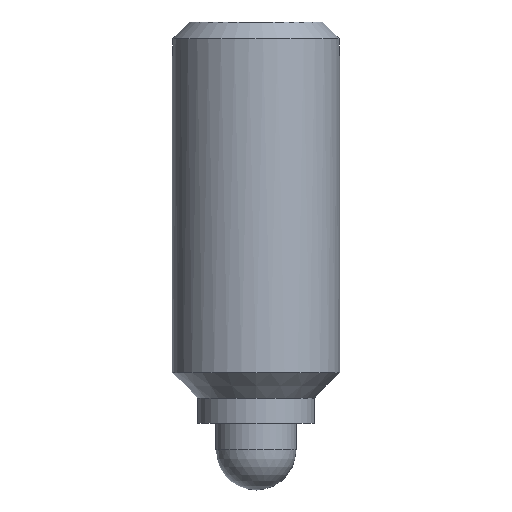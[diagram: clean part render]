
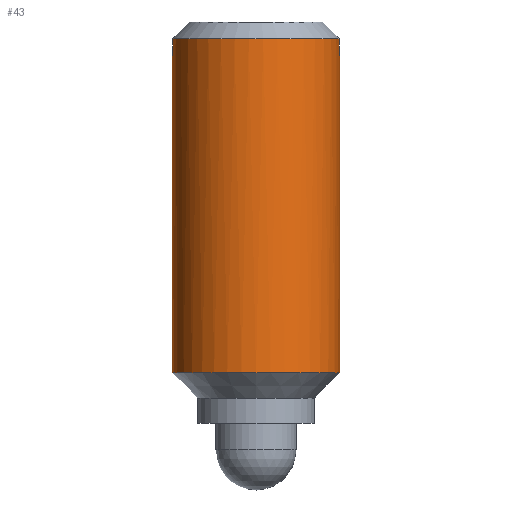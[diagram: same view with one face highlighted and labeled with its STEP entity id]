
A CAD part, left-side view. The second image highlights one B-rep face of the part: STEP entity #43.
In plain terms, the highlighted cylindrical face has radius 2.5 mm (diameter 5 mm), a full revolution.
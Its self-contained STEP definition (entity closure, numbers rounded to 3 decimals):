
#43 = ADVANCED_FACE( '', ( #90, #91 ), #92, .T. );
#90 = FACE_OUTER_BOUND( '', #141, .T. );
#91 = FACE_OUTER_BOUND( '', #142, .T. );
#92 = CYLINDRICAL_SURFACE( '', #143, 2.5 );
#141 = EDGE_LOOP( '', ( #200 ) );
#142 = EDGE_LOOP( '', ( #201, #202, #203, #204, #205, #206, #207, #208 ) );
#143 = AXIS2_PLACEMENT_3D( '', #209, #210, #211 );
#200 = ORIENTED_EDGE( '', *, *, #280, .T. );
#201 = ORIENTED_EDGE( '', *, *, #284, .F. );
#202 = ORIENTED_EDGE( '', *, *, #289, .T. );
#203 = ORIENTED_EDGE( '', *, *, #286, .F. );
#204 = ORIENTED_EDGE( '', *, *, #290, .F. );
#205 = ORIENTED_EDGE( '', *, *, #291, .F. );
#206 = ORIENTED_EDGE( '', *, *, #275, .T. );
#207 = ORIENTED_EDGE( '', *, *, #292, .F. );
#208 = ORIENTED_EDGE( '', *, *, #293, .F. );
#209 = CARTESIAN_POINT( '', ( 0., 0., 10.5 ) );
#210 = DIRECTION( '', ( 0., 0., -1. ) );
#211 = DIRECTION( '', ( 1., 0., 0. ) );
#275 = EDGE_CURVE( '', #313, #310, #314, .T. );
#280 = EDGE_CURVE( '', #321, #321, #322, .T. );
#284 = EDGE_CURVE( '', #327, #329, #330, .F. );
#286 = EDGE_CURVE( '', #331, #333, #334, .T. );
#289 = EDGE_CURVE( '', #327, #333, #337, .T. );
#290 = EDGE_CURVE( '', #338, #331, #339, .T. );
#291 = EDGE_CURVE( '', #313, #338, #340, .F. );
#292 = EDGE_CURVE( '', #341, #310, #342, .T. );
#293 = EDGE_CURVE( '', #329, #341, #343, .T. );
#310 = VERTEX_POINT( '', #363 );
#313 = VERTEX_POINT( '', #369 );
#314 = CIRCLE( '', #370, 2.5 );
#321 = VERTEX_POINT( '', #380 );
#322 = CIRCLE( '', #381, 2.5 );
#327 = VERTEX_POINT( '', #387 );
#329 = VERTEX_POINT( '', #392 );
#330 = LINE( '', #393, #394 );
#331 = VERTEX_POINT( '', #395 );
#333 = VERTEX_POINT( '', #398 );
#334 = LINE( '', #399, #400 );
#337 = CIRCLE( '', #406, 2.5 );
#338 = VERTEX_POINT( '', #407 );
#339 = CIRCLE( '', #408, 2.5 );
#340 = LINE( '', #409, #410 );
#341 = VERTEX_POINT( '', #411 );
#342 = LINE( '', #412, #413 );
#343 = CIRCLE( '', #414, 2.5 );
#363 = CARTESIAN_POINT( '', ( -0.25, 2.487, 13.5 ) );
#369 = CARTESIAN_POINT( '', ( -0.25, -2.487, 13.5 ) );
#370 = AXIS2_PLACEMENT_3D( '', #435, #436, #437 );
#380 = CARTESIAN_POINT( '', ( 2.5, 0., 3.5 ) );
#381 = AXIS2_PLACEMENT_3D( '', #444, #445, #446 );
#387 = CARTESIAN_POINT( '', ( 0.25, 2.487, 13.5 ) );
#392 = CARTESIAN_POINT( '', ( 0.25, 2.487, 13. ) );
#393 = CARTESIAN_POINT( '', ( 0.25, 2.487, 10.5 ) );
#394 = VECTOR( '', #448, 1000. );
#395 = CARTESIAN_POINT( '', ( 0.25, -2.487, 13. ) );
#398 = CARTESIAN_POINT( '', ( 0.25, -2.487, 13.5 ) );
#399 = CARTESIAN_POINT( '', ( 0.25, -2.487, 10.5 ) );
#400 = VECTOR( '', #450, 1000. );
#406 = AXIS2_PLACEMENT_3D( '', #451, #452, #453 );
#407 = CARTESIAN_POINT( '', ( -0.25, -2.487, 13. ) );
#408 = AXIS2_PLACEMENT_3D( '', #454, #455, #456 );
#409 = CARTESIAN_POINT( '', ( -0.25, -2.487, 10.5 ) );
#410 = VECTOR( '', #457, 1000. );
#411 = CARTESIAN_POINT( '', ( -0.25, 2.487, 13. ) );
#412 = CARTESIAN_POINT( '', ( -0.25, 2.487, 10.5 ) );
#413 = VECTOR( '', #458, 1000. );
#414 = AXIS2_PLACEMENT_3D( '', #459, #460, #461 );
#435 = CARTESIAN_POINT( '', ( 0., 0., 13.5 ) );
#436 = DIRECTION( '', ( 0., 0., -1. ) );
#437 = DIRECTION( '', ( -1., 0., 0. ) );
#444 = CARTESIAN_POINT( '', ( 0., 0., 3.5 ) );
#445 = DIRECTION( '', ( 0., 0., 1. ) );
#446 = DIRECTION( '', ( 1., 0., 0. ) );
#448 = DIRECTION( '', ( 0., 0., 1. ) );
#450 = DIRECTION( '', ( 0., 0., 1. ) );
#451 = CARTESIAN_POINT( '', ( 0., 0., 13.5 ) );
#452 = DIRECTION( '', ( 0., 0., -1. ) );
#453 = DIRECTION( '', ( -1., 0., 0. ) );
#454 = CARTESIAN_POINT( '', ( 0., 0., 13. ) );
#455 = DIRECTION( '', ( 0., 0., 1. ) );
#456 = DIRECTION( '', ( 1., 0., 0. ) );
#457 = DIRECTION( '', ( 0., 0., 1. ) );
#458 = DIRECTION( '', ( 0., 0., 1. ) );
#459 = CARTESIAN_POINT( '', ( 0., 0., 13. ) );
#460 = DIRECTION( '', ( 0., 0., 1. ) );
#461 = DIRECTION( '', ( 1., 0., 0. ) );
